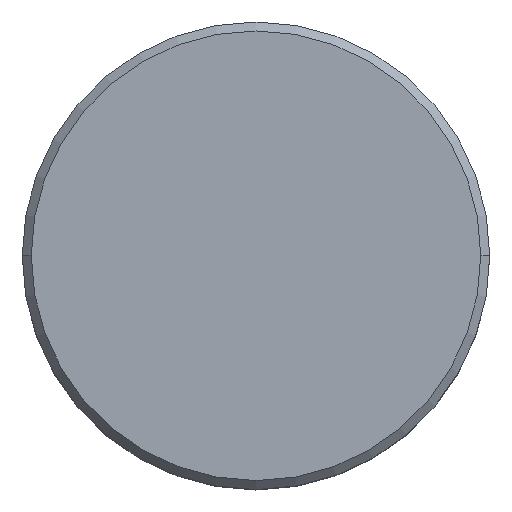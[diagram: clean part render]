
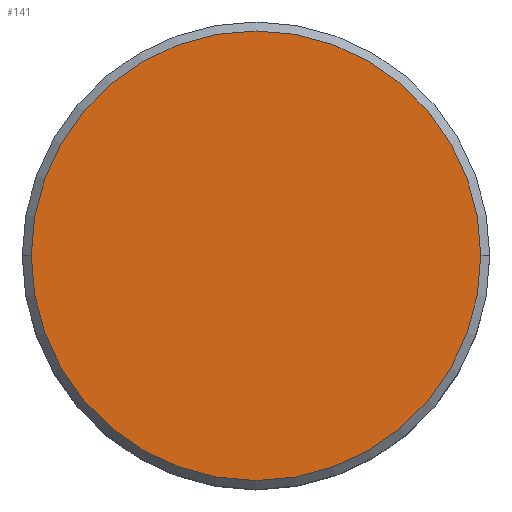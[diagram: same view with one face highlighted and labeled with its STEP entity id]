
A CAD part, top view. The second image highlights one B-rep face of the part: STEP entity #141.
In plain terms, the highlighted planar face has unit normal (0, 0, 1).
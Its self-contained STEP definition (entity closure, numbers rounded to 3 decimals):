
#13 = AXIS2_PLACEMENT_3D ( 'NONE', #292, #255, #291 ) ;
#22 = DIRECTION ( 'NONE',  ( 0., 0., 1. ) ) ;
#40 = DIRECTION ( 'NONE',  ( 0., 0., 1. ) ) ;
#44 = ORIENTED_EDGE ( 'NONE', *, *, #205, .T. ) ;
#51 = VERTEX_POINT ( 'NONE', #103 ) ;
#55 = CARTESIAN_POINT ( 'NONE',  ( 0., 0., 0. ) ) ;
#64 = DIRECTION ( 'NONE',  ( 1., 0., 0. ) ) ;
#103 = CARTESIAN_POINT ( 'NONE',  ( 12.5, 0., 0. ) ) ;
#141 = ADVANCED_FACE ( 'NONE', ( #201 ), #278, .T. ) ;
#157 = CIRCLE ( 'NONE', #13, 12.5 ) ;
#162 = VERTEX_POINT ( 'NONE', #273 ) ;
#201 = FACE_OUTER_BOUND ( 'NONE', #303, .T. ) ;
#205 = EDGE_CURVE ( 'NONE', #51, #162, #157, .T. ) ;
#236 = AXIS2_PLACEMENT_3D ( 'NONE', #241, #22, #64 ) ;
#241 = CARTESIAN_POINT ( 'NONE',  ( 0., 0., 0. ) ) ;
#255 = DIRECTION ( 'NONE',  ( 0., 0., 1. ) ) ;
#273 = CARTESIAN_POINT ( 'NONE',  ( -12.5, 0., 0. ) ) ;
#278 = PLANE ( 'NONE',  #236 ) ;
#291 = DIRECTION ( 'NONE',  ( 1., 0., 0. ) ) ;
#292 = CARTESIAN_POINT ( 'NONE',  ( 0., 0., 0. ) ) ;
#293 = CIRCLE ( 'NONE', #349, 12.5 ) ;
#300 = ORIENTED_EDGE ( 'NONE', *, *, #429, .T. ) ;
#303 = EDGE_LOOP ( 'NONE', ( #300, #44 ) ) ;
#349 = AXIS2_PLACEMENT_3D ( 'NONE', #55, #40, #435 ) ;
#429 = EDGE_CURVE ( 'NONE', #162, #51, #293, .T. ) ;
#435 = DIRECTION ( 'NONE',  ( 1., 0., 0. ) ) ;
